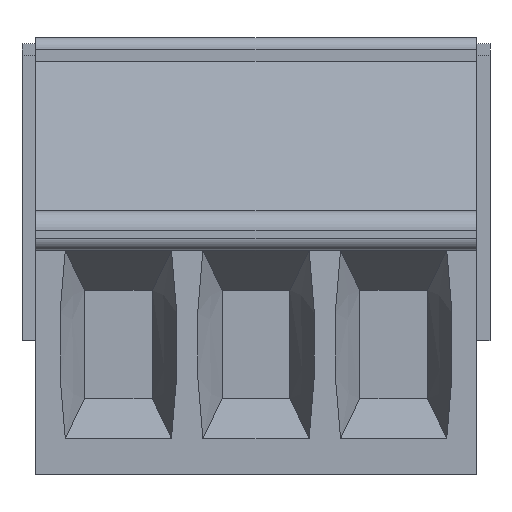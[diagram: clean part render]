
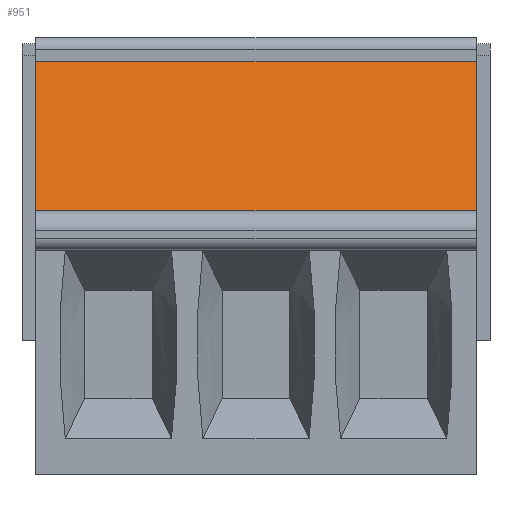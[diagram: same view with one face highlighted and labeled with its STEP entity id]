
A CAD part, front view. The second image highlights one B-rep face of the part: STEP entity #951.
In plain terms, the highlighted planar face has unit normal (0, -0.967, 0.255).
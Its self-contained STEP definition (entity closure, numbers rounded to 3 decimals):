
#184 = VERTEX_POINT('',#185);
#185 = CARTESIAN_POINT('',(-2.1,-15.3,7.1));
#191 = EDGE_CURVE('',#192,#184,#194,.T.);
#192 = VERTEX_POINT('',#193);
#193 = CARTESIAN_POINT('',(-2.1,-16.3,3.3));
#194 = LINE('',#195,#196);
#195 = CARTESIAN_POINT('',(-2.1,-16.3,3.3));
#196 = VECTOR('',#197,1.);
#197 = DIRECTION('',(0.,0.254,0.967));
#333 = VERTEX_POINT('',#334);
#334 = CARTESIAN_POINT('',(9.1,-15.3,7.1));
#340 = EDGE_CURVE('',#341,#333,#343,.T.);
#341 = VERTEX_POINT('',#342);
#342 = CARTESIAN_POINT('',(9.1,-16.3,3.3));
#343 = LINE('',#344,#345);
#344 = CARTESIAN_POINT('',(9.1,-16.3,3.3));
#345 = VECTOR('',#346,1.);
#346 = DIRECTION('',(0.,0.254,0.967));
#900 = EDGE_CURVE('',#184,#333,#901,.T.);
#901 = LINE('',#902,#903);
#902 = CARTESIAN_POINT('',(-2.1,-15.3,7.1));
#903 = VECTOR('',#904,1.);
#904 = DIRECTION('',(1.,0.,0.));
#951 = ADVANCED_FACE('',(#952),#963,.T.);
#952 = FACE_BOUND('',#953,.T.);
#953 = EDGE_LOOP('',(#954,#960,#961,#962));
#954 = ORIENTED_EDGE('',*,*,#955,.T.);
#955 = EDGE_CURVE('',#192,#341,#956,.T.);
#956 = LINE('',#957,#958);
#957 = CARTESIAN_POINT('',(-2.1,-16.3,3.3));
#958 = VECTOR('',#959,1.);
#959 = DIRECTION('',(1.,0.,0.));
#960 = ORIENTED_EDGE('',*,*,#340,.T.);
#961 = ORIENTED_EDGE('',*,*,#900,.F.);
#962 = ORIENTED_EDGE('',*,*,#191,.F.);
#963 = PLANE('',#964);
#964 = AXIS2_PLACEMENT_3D('',#965,#966,#967);
#965 = CARTESIAN_POINT('',(-2.1,-16.3,3.3));
#966 = DIRECTION('',(0.,-0.967,0.254));
#967 = DIRECTION('',(0.,0.254,0.967));
